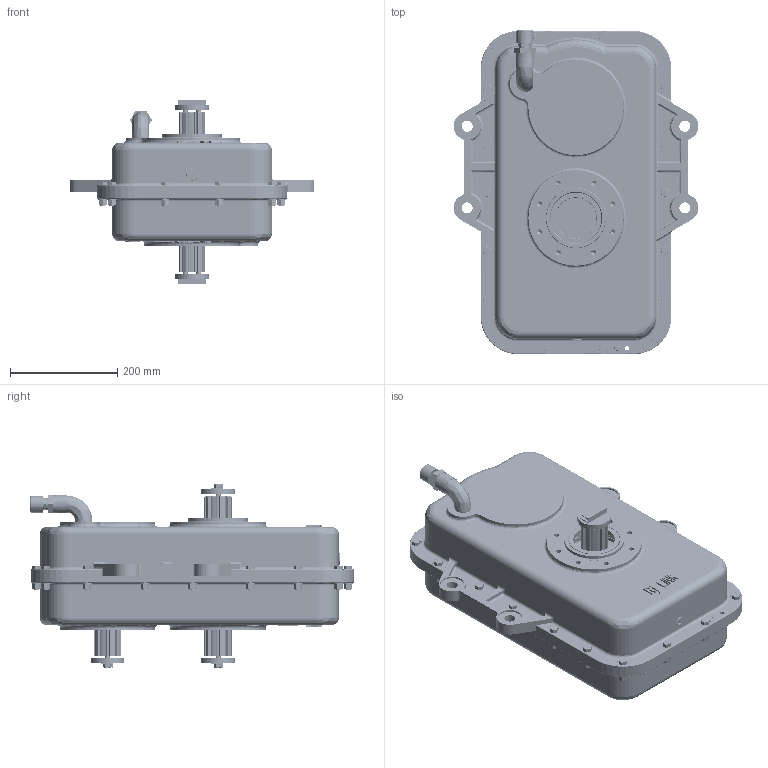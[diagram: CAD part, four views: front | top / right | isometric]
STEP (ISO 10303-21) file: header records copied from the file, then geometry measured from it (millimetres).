
FILE_DESCRIPTION (( 'STEP AP214' ), '1' );
FILE_NAME ('D181A103002.STEP', '2017-10-03T20:06:22', ( 'MikeMihajlovic' ), ( 'Microsoft' ), 'SwSTEP 2.0', 'SolidWorks 2017', '' );
FILE_SCHEMA (( 'AUTOMOTIVE_DESIGN' ));
Length unit declared in the file: inch
Products named in the file (27): BB6411_2; NP266409-1_41; DWL_38X1_00_21; OS3_000X3_751-2_2; D181001_2; PPSKM_50-14_9; HH8CSZ_38-16X1_25; D181A103002; D181011_7; HNZ_38-16_17; LWZ_38_44; HHCSZ_38-16X1_50_7; PPSKG_75-14_16; STEL1_00NPT90_23; D181009_3; D181008_2; D181002_2; D181007_2; D181006_2; D181005_2; AV1637-050800_6; D181004_2; RB1_00X_50NPT_7; D181013_6; OS2_938X3_751-2_5; D181003_2; DS90081A106_48
Assembly tree (94 placements, depth 2):
  D181A103002
    D181001_2
    DWL_38X1_00_21  x2
    BB6411_2  x4
    D181003_2
    D181013_6  x2
    D181004_2
    D181005_2
    D181006_2
    D181007_2  x2
    D181002_2
    D181008_2
    D181009_3  x3
    STEL1_00NPT90_23
    PPSKG_75-14_16
    HHCSZ_38-16X1_50_7  x18
    LWZ_38_44  x18
    HNZ_38-16_17  x18
    D181011_7  x3
    HH8CSZ_38-16X1_25  x6
    PPSKM_50-14_9
    OS3_000X3_751-2_2
    NP266409-1_41
    DS90081A106_48  x2
    OS2_938X3_751-2_5  x2
    RB1_00X_50NPT_7
    AV1637-050800_6
Bounding box: 457.2 x 605.03 x 345.09 mm (x, y, z)
Volume: 1895621.7 mm3; surface area: 2616080.2 mm2
Topology: 72 solids, 152 shells, 4056 faces, 10353 edges, 6649 vertices
Faces by surface type: plane 1840, cylinder 1275, bspline 446, cone 345, torus 150
Entity records: 120312 total; most frequent: CARTESIAN_POINT 46837, ORIENTED_EDGE 15546, DIRECTION 14379, EDGE_CURVE 7829, AXIS2_PLACEMENT_3D 5105, VERTEX_POINT 5032, LINE 4169, VECTOR 4169
